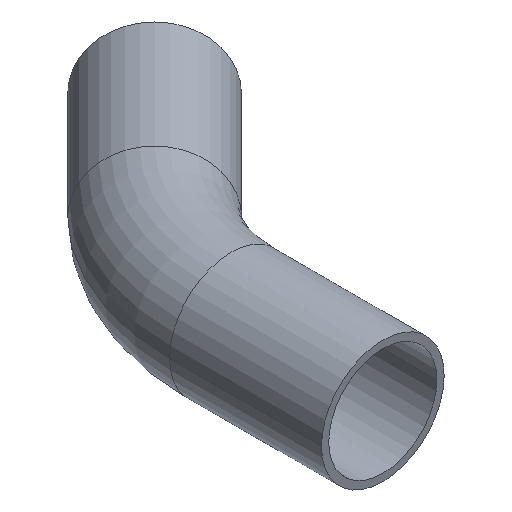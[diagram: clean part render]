
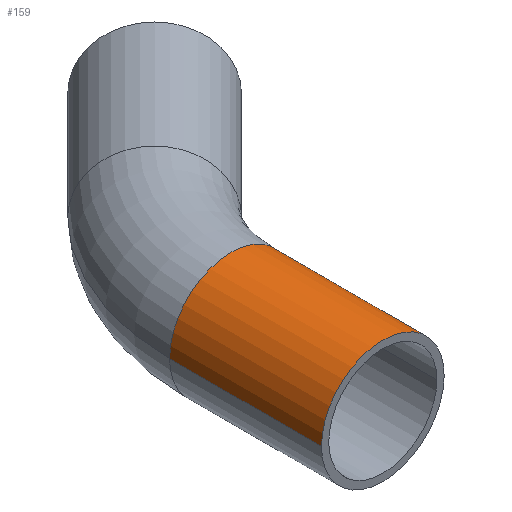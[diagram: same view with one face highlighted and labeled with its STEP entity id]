
A CAD part, isometric view. The second image highlights one B-rep face of the part: STEP entity #159.
In plain terms, the highlighted cylindrical face has radius 157.5 mm (diameter 315 mm), a partial arc.
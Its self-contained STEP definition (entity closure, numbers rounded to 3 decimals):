
#95 = VERTEX_POINT( '', #231 );
#115 = EDGE_CURVE( '', #95, #185, #251, .T. );
#131 = EDGE_CURVE( '', #193, #185, #269, .T. );
#151 = EDGE_CURVE( '', #95, #183, #294, .T. );
#153 = EDGE_CURVE( '', #183, #193, #296, .T. );
#159 = ADVANCED_FACE( '', ( #305 ), #306, .T. );
#183 = VERTEX_POINT( '', #332 );
#185 = VERTEX_POINT( '', #334 );
#193 = VERTEX_POINT( '', #342 );
#231 = CARTESIAN_POINT( '', ( 157.5, 0., 0. ) );
#251 = CIRCLE( '', #401, 157.5 );
#269 = LINE( '', #426, #427 );
#294 = LINE( '', #456, #457 );
#296 = CIRCLE( '', #460, 157.5 );
#305 = FACE_OUTER_BOUND( '', #469, .T. );
#306 = CYLINDRICAL_SURFACE( '', #470, 157.5 );
#332 = CARTESIAN_POINT( '', ( 157.5, 390., 0. ) );
#334 = CARTESIAN_POINT( '', ( -157.5, 0., 0. ) );
#342 = CARTESIAN_POINT( '', ( -157.5, 390., 0. ) );
#401 = AXIS2_PLACEMENT_3D( '', #558, #559, #560 );
#426 = CARTESIAN_POINT( '', ( -157.5, 195., 0. ) );
#427 = VECTOR( '', #590, 1. );
#456 = CARTESIAN_POINT( '', ( 157.5, 195., 0. ) );
#457 = VECTOR( '', #632, 1. );
#460 = AXIS2_PLACEMENT_3D( '', #633, #634, #635 );
#469 = EDGE_LOOP( '', ( #653, #654, #655, #656 ) );
#470 = AXIS2_PLACEMENT_3D( '', #657, #658, #659 );
#558 = CARTESIAN_POINT( '', ( 0., 0., 0. ) );
#559 = DIRECTION( '', ( 0., -1., 0. ) );
#560 = DIRECTION( '', ( -1., 0., 0. ) );
#590 = DIRECTION( '', ( 0., -1., 0. ) );
#632 = DIRECTION( '', ( 0., 1., 0. ) );
#633 = CARTESIAN_POINT( '', ( 0., 390., 0. ) );
#634 = DIRECTION( '', ( 0., -1., 0. ) );
#635 = DIRECTION( '', ( -1., 0., 0. ) );
#653 = ORIENTED_EDGE( '', *, *, #131, .T. );
#654 = ORIENTED_EDGE( '', *, *, #115, .F. );
#655 = ORIENTED_EDGE( '', *, *, #151, .T. );
#656 = ORIENTED_EDGE( '', *, *, #153, .T. );
#657 = CARTESIAN_POINT( '', ( 0., 195., 0. ) );
#658 = DIRECTION( '', ( 0., 1., 0. ) );
#659 = DIRECTION( '', ( -1., 0., 0. ) );
